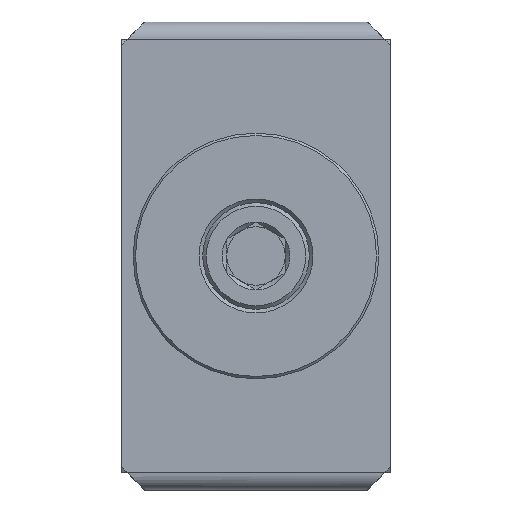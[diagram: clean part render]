
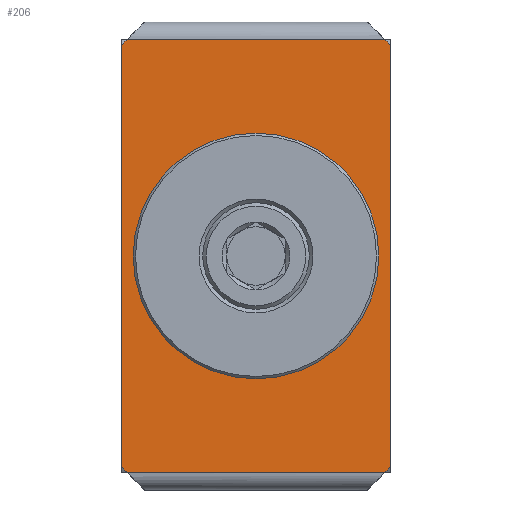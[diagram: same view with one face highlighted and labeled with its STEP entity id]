
A CAD part, front view. The second image highlights one B-rep face of the part: STEP entity #206.
In plain terms, the highlighted planar face has unit normal (0, -1, 0).
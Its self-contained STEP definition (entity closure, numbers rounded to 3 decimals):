
#206 = ADVANCED_FACE( '', ( #550, #551 ), #552, .F. );
#550 = FACE_BOUND( '', #931, .T. );
#551 = FACE_OUTER_BOUND( '', #932, .T. );
#552 = PLANE( '', #933 );
#931 = EDGE_LOOP( '', ( #1873 ) );
#932 = EDGE_LOOP( '', ( #1874, #1875, #1876, #1877, #1878, #1879, #1880, #1881 ) );
#933 = AXIS2_PLACEMENT_3D( '', #1882, #1883, #1884 );
#1873 = ORIENTED_EDGE( '', *, *, #2188, .F. );
#1874 = ORIENTED_EDGE( '', *, *, #2480, .F. );
#1875 = ORIENTED_EDGE( '', *, *, #2468, .T. );
#1876 = ORIENTED_EDGE( '', *, *, #2481, .F. );
#1877 = ORIENTED_EDGE( '', *, *, #2482, .F. );
#1878 = ORIENTED_EDGE( '', *, *, #2483, .F. );
#1879 = ORIENTED_EDGE( '', *, *, #2470, .F. );
#1880 = ORIENTED_EDGE( '', *, *, #2484, .F. );
#1881 = ORIENTED_EDGE( '', *, *, #2485, .F. );
#1882 = CARTESIAN_POINT( '', ( 0., -12., 0. ) );
#1883 = DIRECTION( '', ( 0., 1., 0. ) );
#1884 = DIRECTION( '', ( 0., 0., 1. ) );
#2188 = EDGE_CURVE( '', #2546, #2546, #2547, .F. );
#2468 = EDGE_CURVE( '', #3039, #3037, #3040, .F. );
#2470 = EDGE_CURVE( '', #3042, #3043, #3044, .F. );
#2480 = EDGE_CURVE( '', #3039, #3060, #3061, .T. );
#2481 = EDGE_CURVE( '', #3062, #3037, #3063, .T. );
#2482 = EDGE_CURVE( '', #3064, #3062, #3065, .T. );
#2483 = EDGE_CURVE( '', #3043, #3064, #3066, .T. );
#2484 = EDGE_CURVE( '', #3067, #3042, #3068, .T. );
#2485 = EDGE_CURVE( '', #3060, #3067, #3069, .T. );
#2546 = VERTEX_POINT( '', #3290 );
#2547 = CIRCLE( '', #3291, 10.5 );
#3037 = VERTEX_POINT( '', #4112 );
#3039 = VERTEX_POINT( '', #4114 );
#3040 = LINE( '', #4115, #4116 );
#3042 = VERTEX_POINT( '', #4118 );
#3043 = VERTEX_POINT( '', #4119 );
#3044 = LINE( '', #4120, #4121 );
#3060 = VERTEX_POINT( '', #4144 );
#3061 = LINE( '', #4145, #4146 );
#3062 = VERTEX_POINT( '', #4147 );
#3063 = LINE( '', #4148, #4149 );
#3064 = VERTEX_POINT( '', #4150 );
#3065 = LINE( '', #4151, #4152 );
#3066 = LINE( '', #4153, #4154 );
#3067 = VERTEX_POINT( '', #4155 );
#3068 = LINE( '', #4156, #4157 );
#3069 = LINE( '', #4158, #4159 );
#3290 = CARTESIAN_POINT( '', ( 0., -12., 10.5 ) );
#3291 = AXIS2_PLACEMENT_3D( '', #4274, #4275, #4276 );
#4112 = CARTESIAN_POINT( '', ( 11., -12., -18.5 ) );
#4114 = CARTESIAN_POINT( '', ( -11., -12., -18.5 ) );
#4115 = CARTESIAN_POINT( '', ( 25., -12., -18.5 ) );
#4116 = VECTOR( '', #4664, 1000. );
#4118 = CARTESIAN_POINT( '', ( -11., -12., 18.5 ) );
#4119 = CARTESIAN_POINT( '', ( 11., -12., 18.5 ) );
#4120 = CARTESIAN_POINT( '', ( 25., -12., 18.5 ) );
#4121 = VECTOR( '', #4668, 1000. );
#4144 = CARTESIAN_POINT( '', ( -11.5, -12., -18. ) );
#4145 = CARTESIAN_POINT( '', ( -9.5, -12., -20. ) );
#4146 = VECTOR( '', #4682, 1000. );
#4147 = CARTESIAN_POINT( '', ( 11.5, -12., -18. ) );
#4148 = CARTESIAN_POINT( '', ( 11.5, -12., -18. ) );
#4149 = VECTOR( '', #4683, 1000. );
#4150 = CARTESIAN_POINT( '', ( 11.5, -12., 18. ) );
#4151 = CARTESIAN_POINT( '', ( 11.5, -12., 18. ) );
#4152 = VECTOR( '', #4684, 1000. );
#4153 = CARTESIAN_POINT( '', ( 9.5, -12., 20. ) );
#4154 = VECTOR( '', #4685, 1000. );
#4155 = CARTESIAN_POINT( '', ( -11.5, -12., 18. ) );
#4156 = CARTESIAN_POINT( '', ( -11.5, -12., 18. ) );
#4157 = VECTOR( '', #4686, 1000. );
#4158 = CARTESIAN_POINT( '', ( -11.5, -12., -18. ) );
#4159 = VECTOR( '', #4687, 1000. );
#4274 = CARTESIAN_POINT( '', ( 0., -12., 0. ) );
#4275 = DIRECTION( '', ( 0., 1., 0. ) );
#4276 = DIRECTION( '', ( 0., 0., 1. ) );
#4664 = DIRECTION( '', ( -1., 0., 0. ) );
#4668 = DIRECTION( '', ( -1., 0., 0. ) );
#4682 = DIRECTION( '', ( -0.707, 0., 0.707 ) );
#4683 = DIRECTION( '', ( -0.707, 0., -0.707 ) );
#4684 = DIRECTION( '', ( 0., 0., -1. ) );
#4685 = DIRECTION( '', ( 0.707, 0., -0.707 ) );
#4686 = DIRECTION( '', ( 0.707, 0., 0.707 ) );
#4687 = DIRECTION( '', ( 0., 0., 1. ) );
